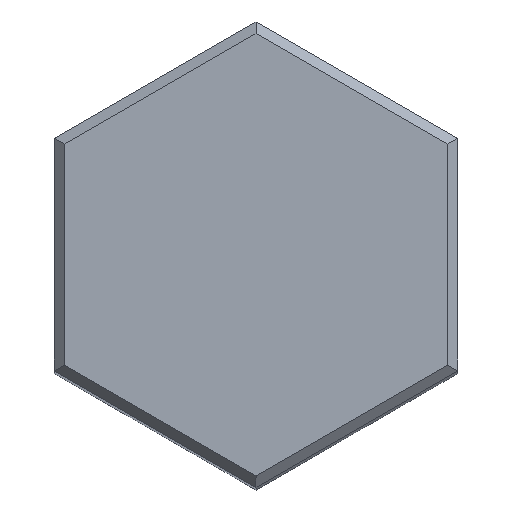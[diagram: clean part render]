
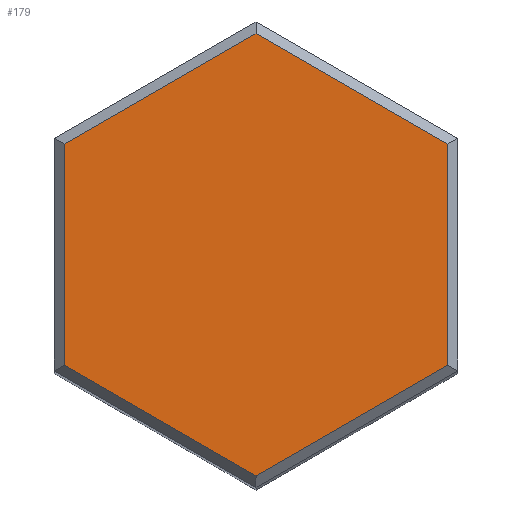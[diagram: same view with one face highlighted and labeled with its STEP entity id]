
A CAD part, top view. The second image highlights one B-rep face of the part: STEP entity #179.
In plain terms, the highlighted planar face has unit normal (0, 0, 1).
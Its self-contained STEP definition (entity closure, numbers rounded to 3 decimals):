
#58 = CARTESIAN_POINT ( 'NONE',  ( 1.9, 1.155, 114. ) ) ;
#126 = VERTEX_POINT ( 'NONE', #1139 ) ;
#173 = LINE ( 'NONE', #832, #521 ) ;
#179 = ADVANCED_FACE ( 'NONE', ( #6743 ), #1652, .T. ) ;
#233 = VERTEX_POINT ( 'NONE', #6992 ) ;
#429 = CARTESIAN_POINT ( 'NONE',  ( 0., 2.194, 114. ) ) ;
#521 = VECTOR ( 'NONE', #6981, 1000. ) ;
#540 = DIRECTION ( 'NONE',  ( 0.866, -0.5, 0. ) ) ;
#566 = LINE ( 'NONE', #58, #7044 ) ;
#613 = ORIENTED_EDGE ( 'NONE', *, *, #2464, .T. ) ;
#832 = CARTESIAN_POINT ( 'NONE',  ( -1.9, -1.155, 114. ) ) ;
#931 = EDGE_CURVE ( 'NONE', #6850, #6997, #4274, .T. ) ;
#974 = CARTESIAN_POINT ( 'NONE',  ( 0., -2.194, 114. ) ) ;
#985 = CARTESIAN_POINT ( 'NONE',  ( 1.95, -1.068, 114. ) ) ;
#1139 = CARTESIAN_POINT ( 'NONE',  ( 1.9, 1.097, 114. ) ) ;
#1465 = ORIENTED_EDGE ( 'NONE', *, *, #4289, .T. ) ;
#1652 = PLANE ( 'NONE',  #2767 ) ;
#1719 = CARTESIAN_POINT ( 'NONE',  ( 0., 0., 114. ) ) ;
#2042 = EDGE_CURVE ( 'NONE', #6997, #126, #566, .T. ) ;
#2302 = ORIENTED_EDGE ( 'NONE', *, *, #3100, .T. ) ;
#2304 = VERTEX_POINT ( 'NONE', #429 ) ;
#2339 = DIRECTION ( 'NONE',  ( 0., 0., 1. ) ) ;
#2420 = ORIENTED_EDGE ( 'NONE', *, *, #6626, .T. ) ;
#2464 = EDGE_CURVE ( 'NONE', #2304, #233, #6226, .T. ) ;
#2561 = CARTESIAN_POINT ( 'NONE',  ( -1.9, -1.097, 114. ) ) ;
#2767 = AXIS2_PLACEMENT_3D ( 'NONE', #1719, #2339, #7222 ) ;
#2970 = ORIENTED_EDGE ( 'NONE', *, *, #931, .T. ) ;
#3100 = EDGE_CURVE ( 'NONE', #233, #5249, #173, .T. ) ;
#3210 = VECTOR ( 'NONE', #6858, 1000. ) ;
#3317 = LINE ( 'NONE', #7166, #4486 ) ;
#3454 = LINE ( 'NONE', #6096, #6427 ) ;
#3924 = DIRECTION ( 'NONE',  ( 0., 1., 0. ) ) ;
#4005 = VECTOR ( 'NONE', #4787, 1000. ) ;
#4274 = LINE ( 'NONE', #985, #4005 ) ;
#4289 = EDGE_CURVE ( 'NONE', #5249, #6850, #3317, .T. ) ;
#4440 = DIRECTION ( 'NONE',  ( -0.866, 0.5, 0. ) ) ;
#4486 = VECTOR ( 'NONE', #540, 1000. ) ;
#4611 = CARTESIAN_POINT ( 'NONE',  ( -1.95, 1.068, 114. ) ) ;
#4787 = DIRECTION ( 'NONE',  ( 0.866, 0.5, 0. ) ) ;
#5249 = VERTEX_POINT ( 'NONE', #2561 ) ;
#5501 = EDGE_LOOP ( 'NONE', ( #1465, #2970, #6524, #2420, #613, #2302 ) ) ;
#5718 = CARTESIAN_POINT ( 'NONE',  ( 1.9, -1.097, 114. ) ) ;
#6096 = CARTESIAN_POINT ( 'NONE',  ( -0.05, 2.223, 114. ) ) ;
#6226 = LINE ( 'NONE', #4611, #3210 ) ;
#6427 = VECTOR ( 'NONE', #4440, 1000. ) ;
#6524 = ORIENTED_EDGE ( 'NONE', *, *, #2042, .T. ) ;
#6626 = EDGE_CURVE ( 'NONE', #126, #2304, #3454, .T. ) ;
#6743 = FACE_OUTER_BOUND ( 'NONE', #5501, .T. ) ;
#6850 = VERTEX_POINT ( 'NONE', #974 ) ;
#6858 = DIRECTION ( 'NONE',  ( -0.866, -0.5, 0. ) ) ;
#6981 = DIRECTION ( 'NONE',  ( 0., -1., 0. ) ) ;
#6992 = CARTESIAN_POINT ( 'NONE',  ( -1.9, 1.097, 114. ) ) ;
#6997 = VERTEX_POINT ( 'NONE', #5718 ) ;
#7044 = VECTOR ( 'NONE', #3924, 1000. ) ;
#7166 = CARTESIAN_POINT ( 'NONE',  ( 0.05, -2.223, 114. ) ) ;
#7222 = DIRECTION ( 'NONE',  ( 1., 0., 0. ) ) ;
